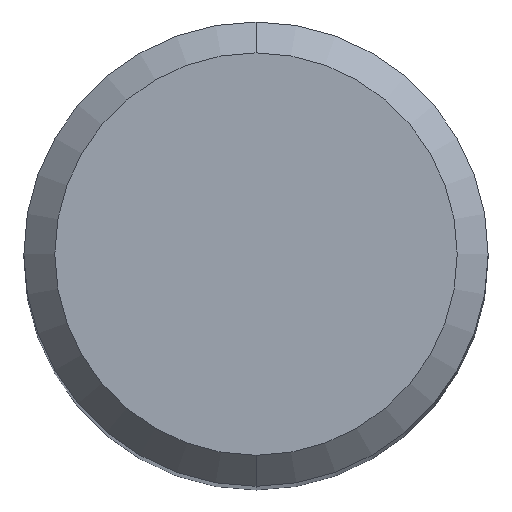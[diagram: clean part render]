
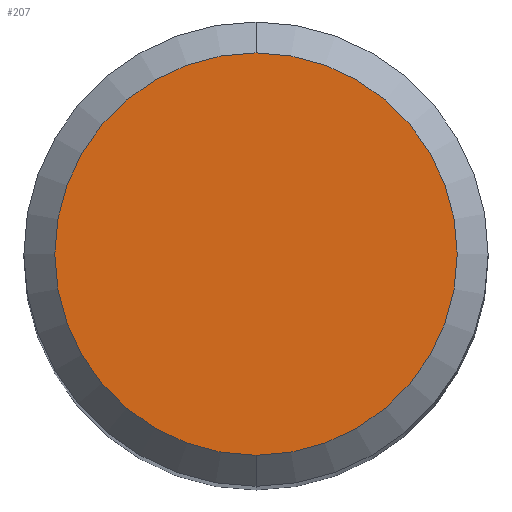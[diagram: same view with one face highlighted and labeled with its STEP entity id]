
A CAD part, top view. The second image highlights one B-rep face of the part: STEP entity #207.
In plain terms, the highlighted planar face has unit normal (0, 0, 1).
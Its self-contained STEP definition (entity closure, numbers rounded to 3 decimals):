
#207=ADVANCED_FACE('',(#526),#527,.T.);
#229=VERTEX_POINT('',#553);
#297=EDGE_CURVE('',#435,#229,#625,.T.);
#435=VERTEX_POINT('',#779);
#447=EDGE_CURVE('',#229,#435,#791,.T.);
#526=FACE_OUTER_BOUND('',#876,.T.);
#527=PLANE('',#877);
#553=CARTESIAN_POINT('',(0.,-2.6,0.0));
#625=CIRCLE('',#1115,2.6);
#779=CARTESIAN_POINT('',(0.0,2.6,0.0));
#791=CIRCLE('',#1420,2.6);
#876=EDGE_LOOP('',(#1518,#1519));
#877=AXIS2_PLACEMENT_3D('',#1520,#1521,#1522);
#1115=AXIS2_PLACEMENT_3D('',#1628,#1629,#1630);
#1420=AXIS2_PLACEMENT_3D('',#1803,#1804,#1805);
#1518=ORIENTED_EDGE('',*,*,#297,.F.);
#1519=ORIENTED_EDGE('',*,*,#447,.F.);
#1520=CARTESIAN_POINT('',(0.0,1.3,0.0));
#1521=DIRECTION('',(-0.0,0.0,1.0));
#1522=DIRECTION('',(0.0,-1.0,0.0));
#1628=CARTESIAN_POINT('',(0.0,0.0,0.0));
#1629=DIRECTION('',(0.0,0.0,-1.0));
#1630=DIRECTION('',(0.0,1.0,0.0));
#1803=CARTESIAN_POINT('',(0.0,0.0,0.0));
#1804=DIRECTION('',(0.0,0.0,-1.0));
#1805=DIRECTION('',(0.0,1.0,0.0));
